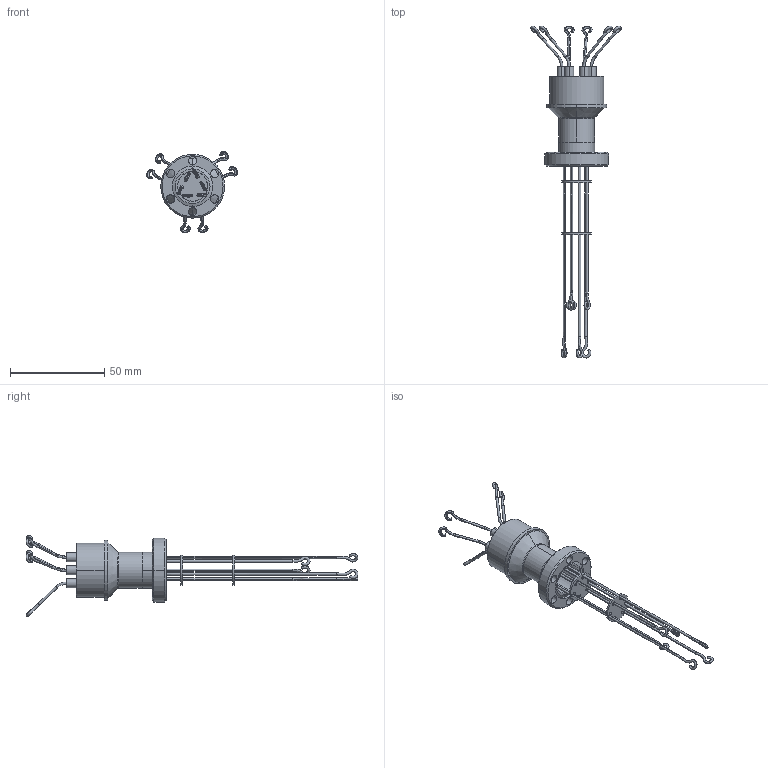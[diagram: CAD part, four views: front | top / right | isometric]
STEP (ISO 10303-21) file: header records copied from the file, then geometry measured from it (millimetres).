
FILE_DESCRIPTION (( 'STEP AP203' ), '1' );
FILE_NAME ('A0791-3-CF.STEP', '2013-03-28T12:31:21', ( '' ), ( '' ), 'SwSTEP 2.0', 'SolidWorks 2012', '' );
FILE_SCHEMA (( 'CONFIG_CONTROL_DESIGN' ));
Length unit declared in the file: inch
Products named in the file (1): A0791-3-CF
Bounding box: 47.95 x 175.78 x 42.97 mm (x, y, z)
Volume: 11659.5 mm3; surface area: 16855.7 mm2
Topology: 7 solids, 16 shells, 456 faces, 1130 edges, 737 vertices
Faces by surface type: cylinder 199, plane 159, bspline 64, cone 34
Entity records: 21919 total; most frequent: CARTESIAN_POINT 11140, ORIENTED_EDGE 2260, DIRECTION 2209, EDGE_CURVE 1130, AXIS2_PLACEMENT_3D 901, VERTEX_POINT 737, EDGE_LOOP 561, CIRCLE 508
